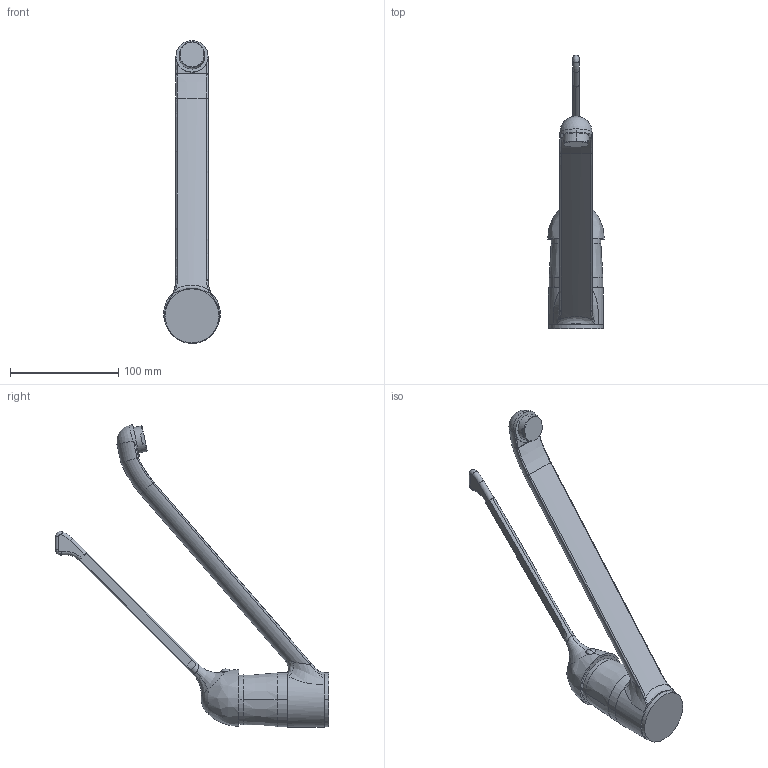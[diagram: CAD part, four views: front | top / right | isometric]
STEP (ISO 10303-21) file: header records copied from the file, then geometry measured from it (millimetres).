
FILE_DESCRIPTION((''),'2;1');
FILE_NAME('ND303CRF','2021-11-10T10:05:14',('ut3'),('PAFFONI SpA'),'CREO PARAMETRIC BY PTC INC, 2020044','CREO PARAMETRIC BY PTC INC, 2020044','');
FILE_SCHEMA(('CONFIG_CONTROL_DESIGN','SHAPE_APPEARANCE_LAYERS_GROUPS'));
Length unit declared in the file: millimetre
Products named in the file (1): ND303CRF
Bounding box: 52.5 x 253.2 x 280.17 mm (x, y, z)
Volume: 310735.1 mm3; surface area: 62618.6 mm2
Topology: 1 solids, 1 shells, 147 faces, 379 edges, 234 vertices
Faces by surface type: plane 44, cylinder 43, bspline 35, cone 10, sphere 9, torus 6
Entity records: 9519 total; most frequent: CARTESIAN_POINT 5096, ORIENTED_EDGE 744, DIRECTION 656, EDGE_CURVE 372, AXIS2_PLACEMENT_3D 277, VERTEX_POINT 234, CIRCLE 165, EDGE_LOOP 160
